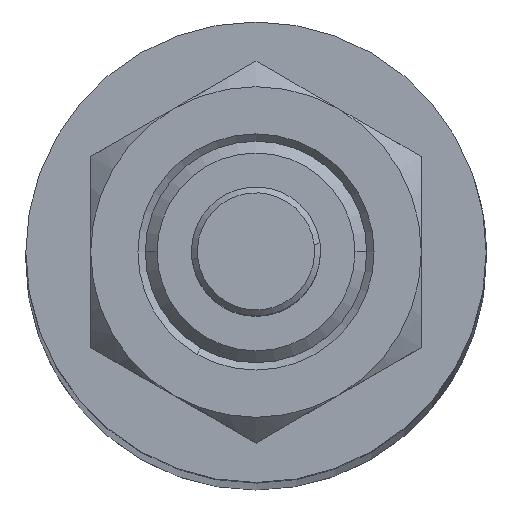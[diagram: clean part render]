
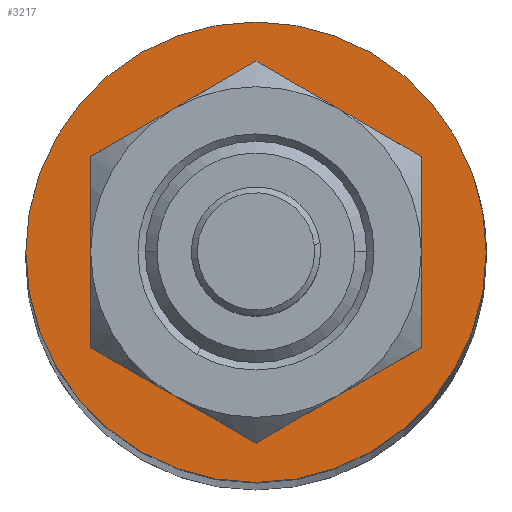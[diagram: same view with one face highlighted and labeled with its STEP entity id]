
A CAD part, top view. The second image highlights one B-rep face of the part: STEP entity #3217.
In plain terms, the highlighted planar face has unit normal (0, 0, 1).
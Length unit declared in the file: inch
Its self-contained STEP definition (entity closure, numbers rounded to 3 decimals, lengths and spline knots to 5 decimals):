
#21 = CARTESIAN_POINT ( 'NONE',  ( 0., 0., -0.88 ) ) ;
#68 = CARTESIAN_POINT ( 'NONE',  ( 0., 0., -0.88 ) ) ;
#147 = AXIS2_PLACEMENT_3D ( 'NONE', #21, #1801, #287 ) ;
#193 = ORIENTED_EDGE ( 'NONE', *, *, #814, .F. ) ;
#287 = DIRECTION ( 'NONE',  ( 0., -1., 0. ) ) ;
#301 = EDGE_CURVE ( 'NONE', #1083, #2094, #853, .T. ) ;
#338 = DIRECTION ( 'NONE',  ( 1., 0., 0. ) ) ;
#343 = CARTESIAN_POINT ( 'NONE',  ( 0., 0., -0.88 ) ) ;
#447 = CIRCLE ( 'NONE', #2763, 0.78 ) ;
#594 = ORIENTED_EDGE ( 'NONE', *, *, #2376, .T. ) ;
#598 = DIRECTION ( 'NONE',  ( 0., -1., 0. ) ) ;
#814 = EDGE_CURVE ( 'NONE', #2094, #1083, #1750, .T. ) ;
#846 = VERTEX_POINT ( 'NONE', #1359 ) ;
#853 = CIRCLE ( 'NONE', #147, 0.373 ) ;
#881 = AXIS2_PLACEMENT_3D ( 'NONE', #343, #2117, #598 ) ;
#902 = DIRECTION ( 'NONE',  ( -1., 0., 0. ) ) ;
#1003 = FACE_OUTER_BOUND ( 'NONE', #1540, .T. ) ;
#1083 = VERTEX_POINT ( 'NONE', #1735 ) ;
#1141 = CARTESIAN_POINT ( 'NONE',  ( 0., 0.78, -0.88 ) ) ;
#1142 = DIRECTION ( 'NONE',  ( 0., 0., 1. ) ) ;
#1359 = CARTESIAN_POINT ( 'NONE',  ( 0.78, 0., -0.88 ) ) ;
#1495 = EDGE_LOOP ( 'NONE', ( #2292, #193 ) ) ;
#1540 = EDGE_LOOP ( 'NONE', ( #2616, #594 ) ) ;
#1602 = FACE_BOUND ( 'NONE', #1495, .T. ) ;
#1636 = CIRCLE ( 'NONE', #1840, 0.78 ) ;
#1730 = VERTEX_POINT ( 'NONE', #2284 ) ;
#1735 = CARTESIAN_POINT ( 'NONE',  ( 0., -0.373, -0.88 ) ) ;
#1750 = CIRCLE ( 'NONE', #881, 0.373 ) ;
#1801 = DIRECTION ( 'NONE',  ( 0., 0., 1. ) ) ;
#1840 = AXIS2_PLACEMENT_3D ( 'NONE', #2662, #1142, #2926 ) ;
#1843 = DIRECTION ( 'NONE',  ( 0., 0., 1. ) ) ;
#1901 = PLANE ( 'NONE',  #1991 ) ;
#1991 = AXIS2_PLACEMENT_3D ( 'NONE', #1141, #2420, #902 ) ;
#2094 = VERTEX_POINT ( 'NONE', #2477 ) ;
#2117 = DIRECTION ( 'NONE',  ( 0., 0., 1. ) ) ;
#2284 = CARTESIAN_POINT ( 'NONE',  ( -0.78, 0., -0.88 ) ) ;
#2292 = ORIENTED_EDGE ( 'NONE', *, *, #301, .F. ) ;
#2376 = EDGE_CURVE ( 'NONE', #1730, #846, #447, .T. ) ;
#2420 = DIRECTION ( 'NONE',  ( 0., 0., -1. ) ) ;
#2477 = CARTESIAN_POINT ( 'NONE',  ( 0., 0.373, -0.88 ) ) ;
#2491 = EDGE_CURVE ( 'NONE', #846, #1730, #1636, .T. ) ;
#2616 = ORIENTED_EDGE ( 'NONE', *, *, #2491, .T. ) ;
#2662 = CARTESIAN_POINT ( 'NONE',  ( 0., 0., -0.88 ) ) ;
#2763 = AXIS2_PLACEMENT_3D ( 'NONE', #68, #1843, #338 ) ;
#2926 = DIRECTION ( 'NONE',  ( 1., 0., 0. ) ) ;
#3217 = ADVANCED_FACE ( 'NONE', ( #1003, #1602 ), #1901, .F. ) ;
